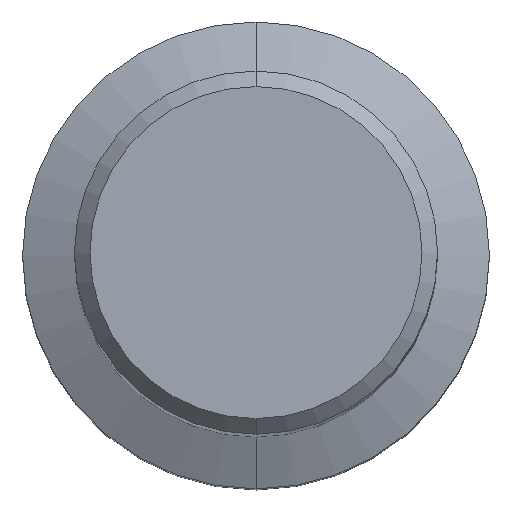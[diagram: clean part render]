
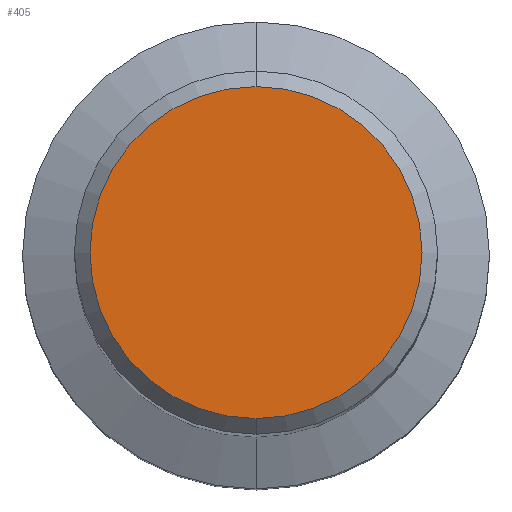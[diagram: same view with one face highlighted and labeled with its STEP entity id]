
A CAD part, top view. The second image highlights one B-rep face of the part: STEP entity #405.
In plain terms, the highlighted planar face has unit normal (0, 0, 1).
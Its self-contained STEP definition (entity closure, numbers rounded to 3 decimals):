
#241=EDGE_CURVE('',#397,#319,#599,.T.);
#285=EDGE_CURVE('',#319,#397,#646,.T.);
#319=VERTEX_POINT('',#683);
#397=VERTEX_POINT('',#774);
#405=ADVANCED_FACE('',(#784),#785,.T.);
#599=CIRCLE('',#1040,6.4);
#646=CIRCLE('',#1124,6.4);
#683=CARTESIAN_POINT('',(0.0,6.4,0.0));
#774=CARTESIAN_POINT('',(0.,-6.4,0.0));
#784=FACE_OUTER_BOUND('',#1413,.T.);
#785=PLANE('',#1414);
#1040=AXIS2_PLACEMENT_3D('',#1750,#1751,#1752);
#1124=AXIS2_PLACEMENT_3D('',#1809,#1810,#1811);
#1413=EDGE_LOOP('',(#2009,#2010));
#1414=AXIS2_PLACEMENT_3D('',#2011,#2012,#2013);
#1750=CARTESIAN_POINT('',(0.0,0.0,0.0));
#1751=DIRECTION('',(0.0,0.0,-1.0));
#1752=DIRECTION('',(0.0,1.0,0.0));
#1809=CARTESIAN_POINT('',(0.0,0.0,0.0));
#1810=DIRECTION('',(0.0,0.0,-1.0));
#1811=DIRECTION('',(0.0,1.0,0.0));
#2009=ORIENTED_EDGE('',*,*,#285,.F.);
#2010=ORIENTED_EDGE('',*,*,#241,.F.);
#2011=CARTESIAN_POINT('',(0.0,3.2,0.0));
#2012=DIRECTION('',(-0.0,0.0,1.0));
#2013=DIRECTION('',(0.0,-1.0,0.0));
